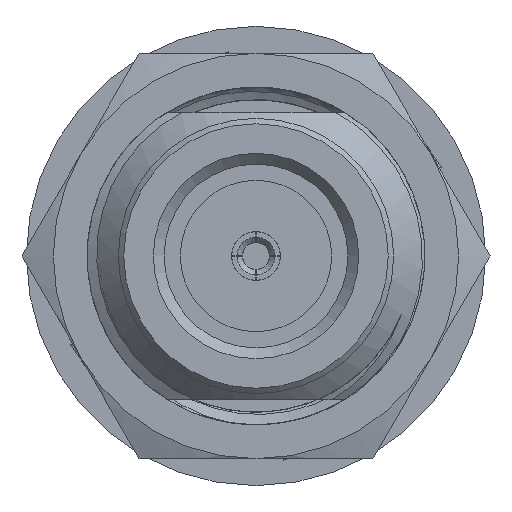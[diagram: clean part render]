
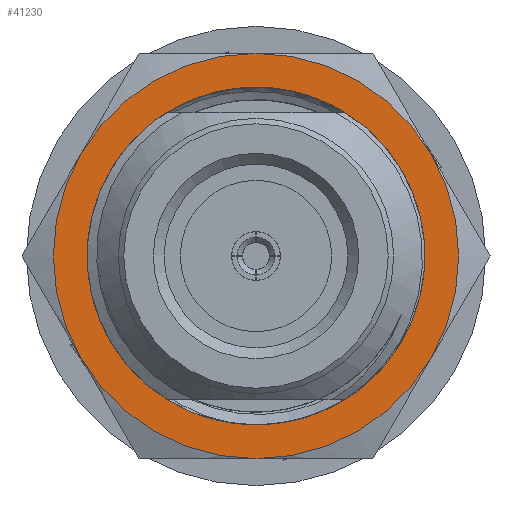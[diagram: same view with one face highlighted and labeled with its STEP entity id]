
A CAD part, left-side view. The second image highlights one B-rep face of the part: STEP entity #41230.
In plain terms, the highlighted planar face has unit normal (-1, 0, 0).
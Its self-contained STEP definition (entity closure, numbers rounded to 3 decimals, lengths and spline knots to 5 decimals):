
#958 = ORIENTED_EDGE ( 'NONE', *, *, #35194, .T. ) ;
#1977 = DIRECTION ( 'NONE',  ( 0., 0.5, -0.866 ) ) ;
#2408 = VERTEX_POINT ( 'NONE', #38063 ) ;
#3583 = EDGE_CURVE ( 'NONE', #37207, #89282, #7660, .T. ) ;
#4106 = DIRECTION ( 'NONE',  ( -1., 0., 0. ) ) ;
#7660 = CIRCLE ( 'NONE', #34075, 0.375 ) ;
#8410 = CARTESIAN_POINT ( 'NONE',  ( 0.587, 0.07001, -0.30456 ) ) ;
#8443 = CARTESIAN_POINT ( 'NONE',  ( 0.587, 0., 0.375 ) ) ;
#8683 = CIRCLE ( 'NONE', #57391, 0.3125 ) ;
#9673 = CARTESIAN_POINT ( 'NONE',  ( 0.587, -0.32476, -0.1875 ) ) ;
#13166 = DIRECTION ( 'NONE',  ( 0., 0.5, -0.866 ) ) ;
#17144 = DIRECTION ( 'NONE',  ( 0., 0.5, -0.866 ) ) ;
#17832 = VERTEX_POINT ( 'NONE', #87088 ) ;
#19280 = AXIS2_PLACEMENT_3D ( 'NONE', #54556, #40395, #89590 ) ;
#19516 = PLANE ( 'NONE',  #19280 ) ;
#20412 = CIRCLE ( 'NONE', #41482, 0.375 ) ;
#22024 = CARTESIAN_POINT ( 'NONE',  ( 0.587, 0., 0. ) ) ;
#23319 = DIRECTION ( 'NONE',  ( -1., 0., 0. ) ) ;
#23434 = CIRCLE ( 'NONE', #57302, 0.375 ) ;
#24447 = EDGE_CURVE ( 'NONE', #17832, #75086, #83293, .T. ) ;
#24910 = ORIENTED_EDGE ( 'NONE', *, *, #3583, .T. ) ;
#30177 = CARTESIAN_POINT ( 'NONE',  ( 0.587, 0.32476, 0.1875 ) ) ;
#31742 = ORIENTED_EDGE ( 'NONE', *, *, #24447, .F. ) ;
#33218 = CIRCLE ( 'NONE', #35969, 0.375 ) ;
#34075 = AXIS2_PLACEMENT_3D ( 'NONE', #51291, #72534, #58351 ) ;
#34444 = EDGE_CURVE ( 'NONE', #75443, #34740, #20412, .T. ) ;
#34740 = VERTEX_POINT ( 'NONE', #59136 ) ;
#35194 = EDGE_CURVE ( 'NONE', #2408, #75443, #74324, .T. ) ;
#35969 = AXIS2_PLACEMENT_3D ( 'NONE', #41129, #48190, #13166 ) ;
#37207 = VERTEX_POINT ( 'NONE', #30177 ) ;
#38063 = CARTESIAN_POINT ( 'NONE',  ( 0.587, 0., -0.375 ) ) ;
#39726 = ORIENTED_EDGE ( 'NONE', *, *, #74480, .T. ) ;
#40395 = DIRECTION ( 'NONE',  ( -1., 0., 0. ) ) ;
#41129 = CARTESIAN_POINT ( 'NONE',  ( 0.587, 0., 0. ) ) ;
#41230 = ADVANCED_FACE ( 'NONE', ( #48888, #73101 ), #19516, .T. ) ;
#41482 = AXIS2_PLACEMENT_3D ( 'NONE', #58524, #45009, #1977 ) ;
#45009 = DIRECTION ( 'NONE',  ( -1., 0., 0. ) ) ;
#46335 = EDGE_LOOP ( 'NONE', ( #39726, #958, #79674, #90343, #79850, #24910 ) ) ;
#47582 = CARTESIAN_POINT ( 'NONE',  ( 0.587, 0., 0. ) ) ;
#48190 = DIRECTION ( 'NONE',  ( -1., 0., 0. ) ) ;
#48888 = FACE_BOUND ( 'NONE', #79944, .T. ) ;
#50123 = AXIS2_PLACEMENT_3D ( 'NONE', #76448, #84100, #62876 ) ;
#51291 = CARTESIAN_POINT ( 'NONE',  ( 0.587, 0., 0. ) ) ;
#53137 = DIRECTION ( 'NONE',  ( 0., 0.5, -0.866 ) ) ;
#54074 = ORIENTED_EDGE ( 'NONE', *, *, #88435, .F. ) ;
#54556 = CARTESIAN_POINT ( 'NONE',  ( 0.587, 0., 0. ) ) ;
#55883 = DIRECTION ( 'NONE',  ( -1., 0., 0. ) ) ;
#57302 = AXIS2_PLACEMENT_3D ( 'NONE', #22024, #55883, #85035 ) ;
#57391 = AXIS2_PLACEMENT_3D ( 'NONE', #65418, #23319, #17144 ) ;
#58351 = DIRECTION ( 'NONE',  ( 0., 0.5, -0.866 ) ) ;
#58353 = EDGE_CURVE ( 'NONE', #63932, #37207, #23434, .T. ) ;
#58524 = CARTESIAN_POINT ( 'NONE',  ( 0.587, 0., 0. ) ) ;
#59136 = CARTESIAN_POINT ( 'NONE',  ( 0.587, -0.32476, 0.1875 ) ) ;
#59437 = DIRECTION ( 'NONE',  ( 0., 0.5, -0.866 ) ) ;
#60651 = CIRCLE ( 'NONE', #50123, 0.375 ) ;
#62876 = DIRECTION ( 'NONE',  ( 0., 0.5, -0.866 ) ) ;
#63932 = VERTEX_POINT ( 'NONE', #8443 ) ;
#65418 = CARTESIAN_POINT ( 'NONE',  ( 0.587, 0., 0. ) ) ;
#69114 = CARTESIAN_POINT ( 'NONE',  ( 0.587, 0.32476, -0.1875 ) ) ;
#72534 = DIRECTION ( 'NONE',  ( -1., 0., 0. ) ) ;
#72750 = AXIS2_PLACEMENT_3D ( 'NONE', #73609, #4106, #59437 ) ;
#73101 = FACE_OUTER_BOUND ( 'NONE', #46335, .T. ) ;
#73609 = CARTESIAN_POINT ( 'NONE',  ( 0.587, 0., 0. ) ) ;
#74324 = CIRCLE ( 'NONE', #72750, 0.375 ) ;
#74480 = EDGE_CURVE ( 'NONE', #89282, #2408, #33218, .T. ) ;
#75086 = VERTEX_POINT ( 'NONE', #8410 ) ;
#75443 = VERTEX_POINT ( 'NONE', #9673 ) ;
#76448 = CARTESIAN_POINT ( 'NONE',  ( 0.587, 0., 0. ) ) ;
#77766 = EDGE_CURVE ( 'NONE', #34740, #63932, #60651, .T. ) ;
#79674 = ORIENTED_EDGE ( 'NONE', *, *, #34444, .T. ) ;
#79850 = ORIENTED_EDGE ( 'NONE', *, *, #58353, .T. ) ;
#79944 = EDGE_LOOP ( 'NONE', ( #54074, #31742 ) ) ;
#81470 = AXIS2_PLACEMENT_3D ( 'NONE', #47582, #89702, #53137 ) ;
#83293 = CIRCLE ( 'NONE', #81470, 0.3125 ) ;
#84100 = DIRECTION ( 'NONE',  ( -1., 0., 0. ) ) ;
#85035 = DIRECTION ( 'NONE',  ( 0., 0.5, -0.866 ) ) ;
#87088 = CARTESIAN_POINT ( 'NONE',  ( 0.587, 0.26486, -0.16585 ) ) ;
#88435 = EDGE_CURVE ( 'NONE', #75086, #17832, #8683, .T. ) ;
#89282 = VERTEX_POINT ( 'NONE', #69114 ) ;
#89590 = DIRECTION ( 'NONE',  ( 0., 0.5, -0.866 ) ) ;
#89702 = DIRECTION ( 'NONE',  ( -1., 0., 0. ) ) ;
#90343 = ORIENTED_EDGE ( 'NONE', *, *, #77766, .T. ) ;
